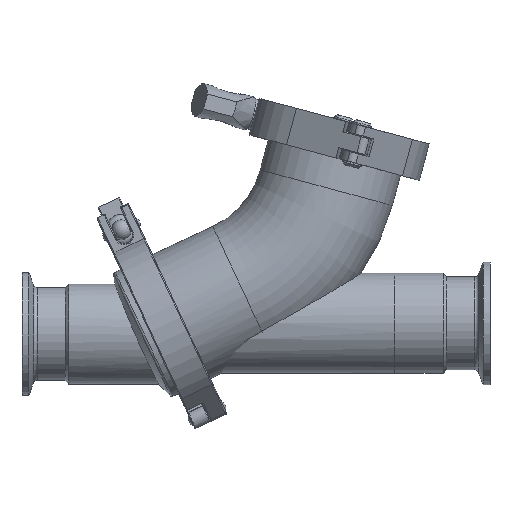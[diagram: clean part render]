
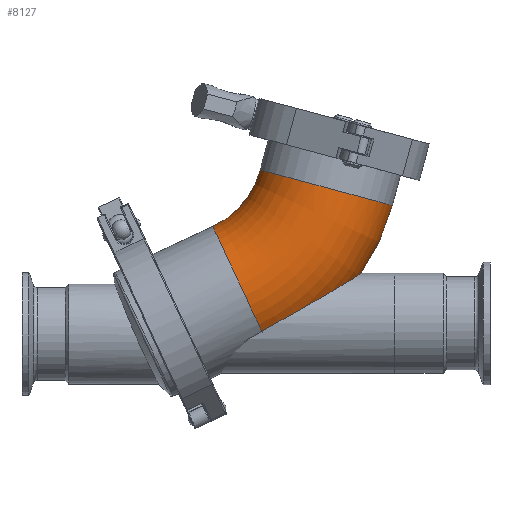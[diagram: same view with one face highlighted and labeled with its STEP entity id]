
A CAD part, top view. The second image highlights one B-rep face of the part: STEP entity #8127.
In plain terms, the highlighted toroidal (fillet/blend) face has major radius 63.9 mm and minor radius 28.1 mm.
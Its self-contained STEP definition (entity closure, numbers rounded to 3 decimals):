
#384=B_SPLINE_CURVE_WITH_KNOTS('',3,(#13154,#13155,#13156,#13157,#13158,
#13159,#13160,#13161,#13162,#13163,#13164,#13165,#13166,#13167,#13168,#13169,
#13170,#13171,#13172,#13173,#13174,#13175,#13176,#13177,#13178,#13179,#13180,
#13181,#13182,#13183,#13184,#13185),.UNSPECIFIED.,.F.,.F.,(4,2,2,2,2,2,
2,2,2,2,2,2,2,2,2,4),(-9.552,-9.137,-8.726,
-8.287,-7.694,-6.876,-6.333,
-5.958,-5.623,-5.249,-4.752,
-3.95,-3.424,-3.027,-2.656,
-2.244),.UNSPECIFIED.);
#590=TOROIDAL_SURFACE('',#8809,63.9,28.1);
#680=FACE_OUTER_BOUND('',#1184,.T.);
#1184=EDGE_LOOP('',(#5229,#5230,#5231,#5232,#5233,#5234));
#2621=CIRCLE('',#8810,28.1);
#2622=CIRCLE('',#8811,35.8);
#2623=CIRCLE('',#8812,28.1);
#2624=CIRCLE('',#8813,28.1);
#3143=VERTEX_POINT('',#13146);
#3144=VERTEX_POINT('',#13147);
#3145=VERTEX_POINT('',#13149);
#3146=VERTEX_POINT('',#13152);
#3926=EDGE_CURVE('',#3143,#3144,#2621,.T.);
#3927=EDGE_CURVE('',#3144,#3145,#2622,.T.);
#3928=EDGE_CURVE('',#3145,#3145,#2623,.T.);
#3929=EDGE_CURVE('',#3144,#3146,#2624,.T.);
#3930=EDGE_CURVE('',#3146,#3143,#384,.T.);
#5229=ORIENTED_EDGE('',*,*,#3926,.T.);
#5230=ORIENTED_EDGE('',*,*,#3927,.T.);
#5231=ORIENTED_EDGE('',*,*,#3928,.F.);
#5232=ORIENTED_EDGE('',*,*,#3927,.F.);
#5233=ORIENTED_EDGE('',*,*,#3929,.T.);
#5234=ORIENTED_EDGE('',*,*,#3930,.T.);
#8127=ADVANCED_FACE('',(#680),#590,.T.);
#8809=AXIS2_PLACEMENT_3D('',#13145,#9896,#9897);
#8810=AXIS2_PLACEMENT_3D('',#13148,#9898,#9899);
#8811=AXIS2_PLACEMENT_3D('',#13150,#9900,#9901);
#8812=AXIS2_PLACEMENT_3D('',#13151,#9902,#9903);
#8813=AXIS2_PLACEMENT_3D('',#13153,#9904,#9905);
#9896=DIRECTION('center_axis',(0.,0.,-1.));
#9897=DIRECTION('ref_axis',(-1.,0.,0.));
#9898=DIRECTION('center_axis',(0.906,0.423,0.));
#9899=DIRECTION('ref_axis',(-0.423,0.906,0.));
#9900=DIRECTION('center_axis',(0.,0.,1.));
#9901=DIRECTION('ref_axis',(-1.,0.,0.));
#9902=DIRECTION('center_axis',(0.259,0.966,0.));
#9903=DIRECTION('ref_axis',(-0.966,0.259,0.));
#9904=DIRECTION('center_axis',(0.906,0.423,0.));
#9905=DIRECTION('ref_axis',(-0.423,0.906,0.));
#13145=CARTESIAN_POINT('Origin',(-56.281,72.24,0.));
#13146=CARTESIAN_POINT('',(-19.55,-6.532,-16.122));
#13147=CARTESIAN_POINT('',(-41.152,39.794,0.));
#13148=CARTESIAN_POINT('Origin',(-29.276,14.327,0.));
#13149=CARTESIAN_POINT('',(-21.701,62.974,0.));
#13150=CARTESIAN_POINT('Origin',(-56.281,72.24,0.));
#13151=CARTESIAN_POINT('Origin',(5.441,55.701,0.));
#13152=CARTESIAN_POINT('',(-19.55,-6.532,16.122));
#13153=CARTESIAN_POINT('Origin',(-29.276,14.327,0.));
#13154=CARTESIAN_POINT('Ctrl Pts',(-19.55,-6.532,
16.122));
#13155=CARTESIAN_POINT('Ctrl Pts',(-17.855,-5.381,
16.588));
#13156=CARTESIAN_POINT('Ctrl Pts',(-16.13,-4.225,16.914));
#13157=CARTESIAN_POINT('Ctrl Pts',(-12.697,-1.957,
17.323));
#13158=CARTESIAN_POINT('Ctrl Pts',(-10.974,-0.835,
17.41));
#13159=CARTESIAN_POINT('Ctrl Pts',(-7.441,1.44,17.375));
#13160=CARTESIAN_POINT('Ctrl Pts',(-5.61,2.605,17.238));
#13161=CARTESIAN_POINT('Ctrl Pts',(-1.383,5.28,16.649));
#13162=CARTESIAN_POINT('Ctrl Pts',(1.051,6.808,16.093));
#13163=CARTESIAN_POINT('Ctrl Pts',(6.57,10.286,14.214));
#13164=CARTESIAN_POINT('Ctrl Pts',(9.377,12.068,12.739));
#13165=CARTESIAN_POINT('Ctrl Pts',(13.142,14.489,9.747));
#13166=CARTESIAN_POINT('Ctrl Pts',(14.531,15.392,8.308));
#13167=CARTESIAN_POINT('Ctrl Pts',(16.326,16.566,5.453));
#13168=CARTESIAN_POINT('Ctrl Pts',(16.901,16.945,4.172));
#13169=CARTESIAN_POINT('Ctrl Pts',(17.545,17.369,1.563));
#13170=CARTESIAN_POINT('Ctrl Pts',(17.649,17.438,0.305));
#13171=CARTESIAN_POINT('Ctrl Pts',(17.426,17.291,-2.366));
#13172=CARTESIAN_POINT('Ctrl Pts',(17.055,17.046,-3.698));
#13173=CARTESIAN_POINT('Ctrl Pts',(15.764,16.197,-6.568));
#13174=CARTESIAN_POINT('Ctrl Pts',(14.663,15.476,-8.122));
#13175=CARTESIAN_POINT('Ctrl Pts',(10.884,13.031,-11.847));
#13176=CARTESIAN_POINT('Ctrl Pts',(7.745,11.028,-13.716));
#13177=CARTESIAN_POINT('Ctrl Pts',(1.666,7.195,-15.934));
#13178=CARTESIAN_POINT('Ctrl Pts',(-0.841,5.621,
-16.54));
#13179=CARTESIAN_POINT('Ctrl Pts',(-5.175,2.882,-17.197));
#13180=CARTESIAN_POINT('Ctrl Pts',(-7.053,1.688,-17.354));
#13181=CARTESIAN_POINT('Ctrl Pts',(-10.627,-0.61,
-17.42));
#13182=CARTESIAN_POINT('Ctrl Pts',(-12.346,-1.728,-17.346));
#13183=CARTESIAN_POINT('Ctrl Pts',(-15.902,-4.072,
-16.958));
#13184=CARTESIAN_POINT('Ctrl Pts',(-17.754,-5.313,
-16.616));
#13185=CARTESIAN_POINT('Ctrl Pts',(-19.55,-6.532,
-16.122));
